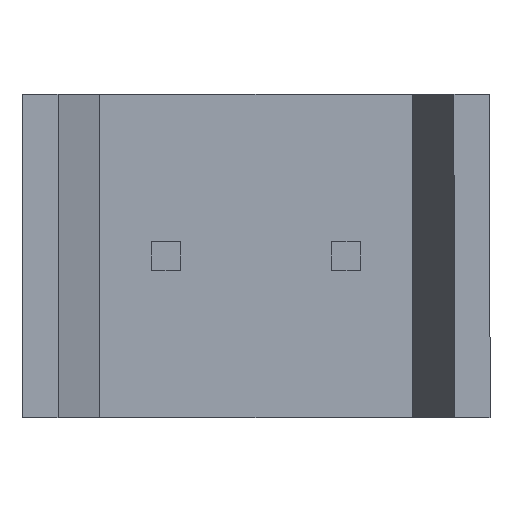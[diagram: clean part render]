
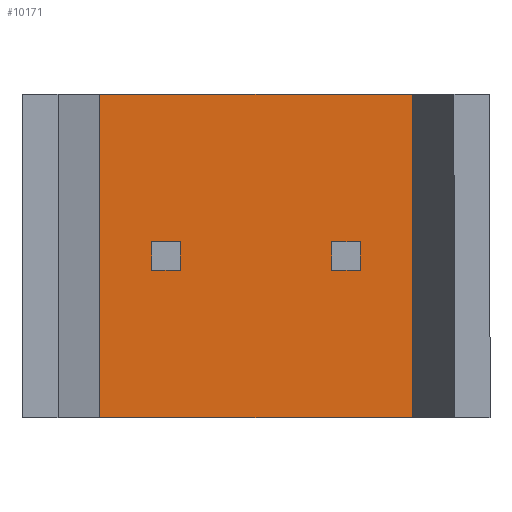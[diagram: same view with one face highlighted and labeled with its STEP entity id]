
A CAD part, front view. The second image highlights one B-rep face of the part: STEP entity #10171.
In plain terms, the highlighted planar face has unit normal (0, -1, 0).
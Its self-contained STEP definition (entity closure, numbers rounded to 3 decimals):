
#1324=FACE_OUTER_BOUND('',#1886,.T.);
#1886=EDGE_LOOP('',(#9305,#9306,#9307,#9308));
#2869=LINE('',#17859,#3865);
#2870=LINE('',#17867,#3866);
#2871=LINE('',#17868,#3867);
#2872=LINE('',#17869,#3868);
#3865=VECTOR('',#12003,10.);
#3866=VECTOR('',#12014,10.);
#3867=VECTOR('',#12015,10.);
#3868=VECTOR('',#12016,10.);
#4866=VERTEX_POINT('',#17844);
#4873=VERTEX_POINT('',#17857);
#4874=VERTEX_POINT('',#17865);
#4875=VERTEX_POINT('',#17866);
#6355=EDGE_CURVE('',#4873,#4866,#2869,.T.);
#6356=EDGE_CURVE('',#4874,#4875,#2870,.T.);
#6357=EDGE_CURVE('',#4866,#4874,#2871,.T.);
#6358=EDGE_CURVE('',#4873,#4875,#2872,.T.);
#9305=ORIENTED_EDGE('',*,*,#6356,.F.);
#9306=ORIENTED_EDGE('',*,*,#6357,.F.);
#9307=ORIENTED_EDGE('',*,*,#6355,.F.);
#9308=ORIENTED_EDGE('',*,*,#6358,.T.);
#9639=PLANE('',#10484);
#10171=ADVANCED_FACE('',(#1324),#9639,.F.);
#10484=AXIS2_PLACEMENT_3D('',#17864,#12012,#12013);
#12003=DIRECTION('',(1.,0.,0.));
#12012=DIRECTION('center_axis',(0.,1.,0.));
#12013=DIRECTION('ref_axis',(1.,0.,0.));
#12014=DIRECTION('',(-1.,0.,0.));
#12015=DIRECTION('',(0.,0.,-1.));
#12016=DIRECTION('',(0.,0.,-1.));
#17844=CARTESIAN_POINT('',(4.334,-10.,9.));
#17857=CARTESIAN_POINT('',(-4.334,-10.,9.));
#17859=CARTESIAN_POINT('',(-2.167,-10.,9.));
#17864=CARTESIAN_POINT('Origin',(-4.334,-10.,9.));
#17865=CARTESIAN_POINT('',(4.334,-10.,0.));
#17866=CARTESIAN_POINT('',(-4.334,-10.,0.));
#17867=CARTESIAN_POINT('',(-2.167,-10.,0.));
#17868=CARTESIAN_POINT('',(4.334,-10.,9.));
#17869=CARTESIAN_POINT('',(-4.334,-10.,9.));
